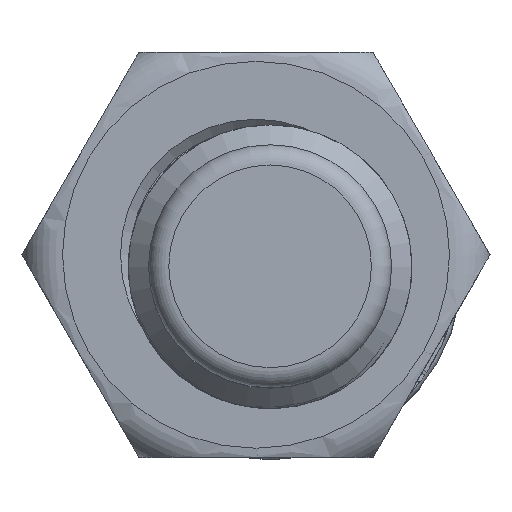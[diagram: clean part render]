
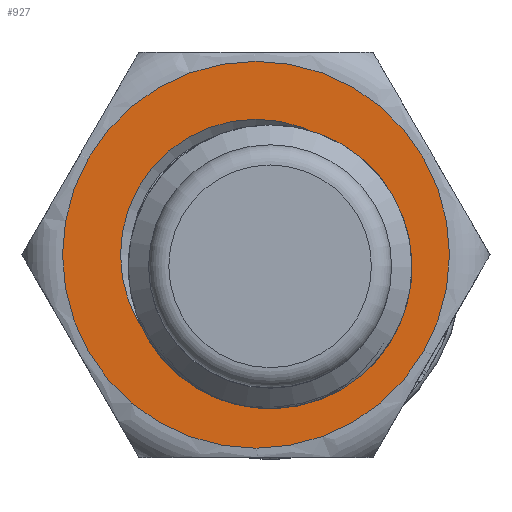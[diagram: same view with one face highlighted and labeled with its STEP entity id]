
A CAD part, top view. The second image highlights one B-rep face of the part: STEP entity #927.
In plain terms, the highlighted planar face has unit normal (0, 0, 1).
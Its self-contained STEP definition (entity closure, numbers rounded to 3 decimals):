
#189=PLANE('',#1083);
#229=FACE_BOUND('',#373,.T.);
#279=FACE_OUTER_BOUND('',#372,.T.);
#372=EDGE_LOOP('',(#804));
#373=EDGE_LOOP('',(#805));
#428=CIRCLE('',#1082,3.344);
#429=CIRCLE('',#1084,4.774);
#500=VERTEX_POINT('',#4608);
#501=VERTEX_POINT('',#4611);
#605=EDGE_CURVE('',#500,#500,#428,.T.);
#606=EDGE_CURVE('',#501,#501,#429,.T.);
#804=ORIENTED_EDGE('',*,*,#606,.T.);
#805=ORIENTED_EDGE('',*,*,#605,.F.);
#927=ADVANCED_FACE('',(#279,#229),#189,.T.);
#1082=AXIS2_PLACEMENT_3D('',#4609,#1304,#1305);
#1083=AXIS2_PLACEMENT_3D('',#4610,#1306,#1307);
#1084=AXIS2_PLACEMENT_3D('',#4612,#1308,#1309);
#1304=DIRECTION('center_axis',(0.,0.,1.));
#1305=DIRECTION('ref_axis',(-1.,0.,0.));
#1306=DIRECTION('center_axis',(0.,0.,1.));
#1307=DIRECTION('ref_axis',(1.,0.,0.));
#1308=DIRECTION('center_axis',(0.,0.,1.));
#1309=DIRECTION('ref_axis',(-1.,0.,0.));
#4608=CARTESIAN_POINT('',(3.344,0.,2.));
#4609=CARTESIAN_POINT('Origin',(0.,0.,2.));
#4610=CARTESIAN_POINT('Origin',(0.,0.,2.));
#4611=CARTESIAN_POINT('',(4.774,0.,2.));
#4612=CARTESIAN_POINT('Origin',(0.,0.,2.));
